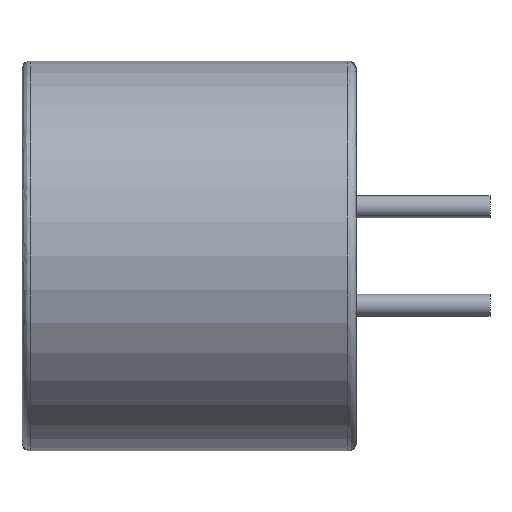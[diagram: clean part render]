
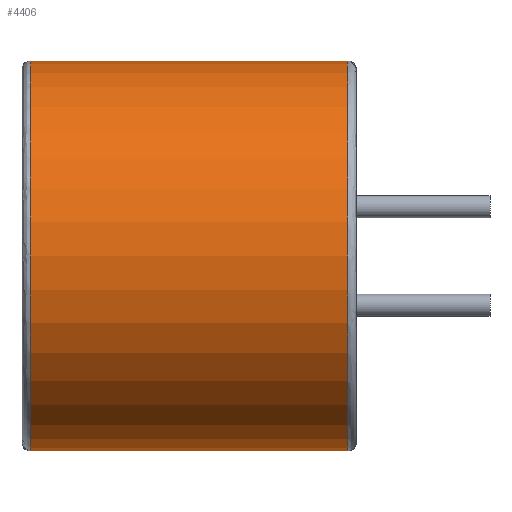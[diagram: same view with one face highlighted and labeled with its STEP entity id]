
A CAD part, left-side view. The second image highlights one B-rep face of the part: STEP entity #4406.
In plain terms, the highlighted cylindrical face has radius 7 mm (diameter 14 mm), a partial arc.
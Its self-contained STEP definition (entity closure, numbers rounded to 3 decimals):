
#36 = ORIENTED_EDGE ( 'NONE', *, *, #1298, .T. ) ;
#317 = CARTESIAN_POINT ( 'NONE',  ( 0., -0.1, 7. ) ) ;
#336 = CARTESIAN_POINT ( 'NONE',  ( 0., 11.6, 7. ) ) ;
#452 = ORIENTED_EDGE ( 'NONE', *, *, #2547, .T. ) ;
#537 = ORIENTED_EDGE ( 'NONE', *, *, #1509, .T. ) ;
#761 = CARTESIAN_POINT ( 'NONE',  ( 0., 0.2, 7. ) ) ;
#796 = CARTESIAN_POINT ( 'NONE',  ( 0., 11.6, -7. ) ) ;
#863 = CARTESIAN_POINT ( 'NONE',  ( 0., 11.6, 0. ) ) ;
#974 = CARTESIAN_POINT ( 'NONE',  ( 0., 0.2, 0. ) ) ;
#1298 = EDGE_CURVE ( 'NONE', #3350, #3091, #3243, .T. ) ;
#1509 = EDGE_CURVE ( 'NONE', #3269, #3595, #2855, .T. ) ;
#1577 = AXIS2_PLACEMENT_3D ( 'NONE', #974, #2486, #3994 ) ;
#1609 = ORIENTED_EDGE ( 'NONE', *, *, #3461, .F. ) ;
#1811 = FACE_OUTER_BOUND ( 'NONE', #3645, .T. ) ;
#2004 = DIRECTION ( 'NONE',  ( 0., -1., 0. ) ) ;
#2080 = VECTOR ( 'NONE', #2965, 1000. ) ;
#2194 = LINE ( 'NONE', #317, #2080 ) ;
#2221 = CARTESIAN_POINT ( 'NONE',  ( 0., -0.1, 0. ) ) ;
#2405 = CARTESIAN_POINT ( 'NONE',  ( 0., -0.1, -7. ) ) ;
#2486 = DIRECTION ( 'NONE',  ( 0., 1., 0. ) ) ;
#2540 = CYLINDRICAL_SURFACE ( 'NONE', #3831, 7. ) ;
#2547 = EDGE_CURVE ( 'NONE', #3091, #3269, #2194, .T. ) ;
#2562 = VECTOR ( 'NONE', #3844, 1000. ) ;
#2855 = CIRCLE ( 'NONE', #3560, 7. ) ;
#2965 = DIRECTION ( 'NONE',  ( 0., 1., 0. ) ) ;
#3091 = VERTEX_POINT ( 'NONE', #761 ) ;
#3147 = LINE ( 'NONE', #2405, #2562 ) ;
#3243 = CIRCLE ( 'NONE', #1577, 7. ) ;
#3269 = VERTEX_POINT ( 'NONE', #336 ) ;
#3350 = VERTEX_POINT ( 'NONE', #4345 ) ;
#3445 = DIRECTION ( 'NONE',  ( 0., 0., 1. ) ) ;
#3461 = EDGE_CURVE ( 'NONE', #3350, #3595, #3147, .T. ) ;
#3560 = AXIS2_PLACEMENT_3D ( 'NONE', #863, #2004, #3445 ) ;
#3595 = VERTEX_POINT ( 'NONE', #796 ) ;
#3645 = EDGE_LOOP ( 'NONE', ( #1609, #36, #452, #537 ) ) ;
#3661 = DIRECTION ( 'NONE',  ( 0., 0., 1. ) ) ;
#3831 = AXIS2_PLACEMENT_3D ( 'NONE', #2221, #4023, #3661 ) ;
#3844 = DIRECTION ( 'NONE',  ( 0., 1., 0. ) ) ;
#3994 = DIRECTION ( 'NONE',  ( 0., 0., 1. ) ) ;
#4023 = DIRECTION ( 'NONE',  ( 0., 1., 0. ) ) ;
#4345 = CARTESIAN_POINT ( 'NONE',  ( 0., 0.2, -7. ) ) ;
#4406 = ADVANCED_FACE ( 'NONE', ( #1811 ), #2540, .T. ) ;
